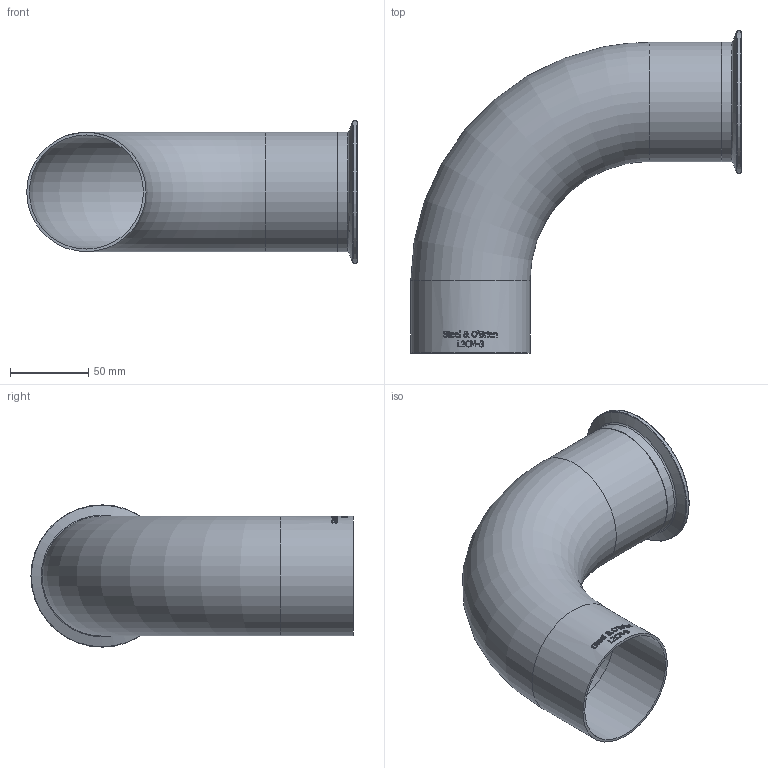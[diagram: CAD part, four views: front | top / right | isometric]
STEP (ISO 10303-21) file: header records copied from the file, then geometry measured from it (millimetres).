
FILE_DESCRIPTION(/* description */ (''),/* implementation_level */ '2;1');
FILE_NAME(/* name */ 'L2CM-3.stp',/* time_stamp */ '2019-07-26T10:51:18-04:00',/* author */ ('rick'),/* organization */ (''),/* preprocessor_version */ 'ST-DEVELOPER v15.2',/* originating_system */ 'Autodesk Inventor 2014',/* authorisation */ '');
FILE_SCHEMA (('AUTOMOTIVE_DESIGN { 1 0 10303 214 3 1 1 }'));
Length unit declared in the file: inch
Products named in the file (1): L2CM-3
Bounding box: 211.15 x 205.8 x 90.91 mm (x, y, z)
Volume: 117048.6 mm3; surface area: 137868.3 mm2
Topology: 1 solids, 1 shells, 339 faces, 903 edges, 597 vertices
Faces by surface type: bspline 165, plane 126, cylinder 35, torus 10, cone 3
Full cylindrical faces by diameter (mm): 72.898 x3, 76.2 x3, 90.907 x1
Entity records: 13347 total; most frequent: CARTESIAN_POINT 5907, ORIENTED_EDGE 1766, DIRECTION 1064, EDGE_CURVE 883, VERTEX_POINT 597, EDGE_LOOP 392, LINE 392, VECTOR 392
